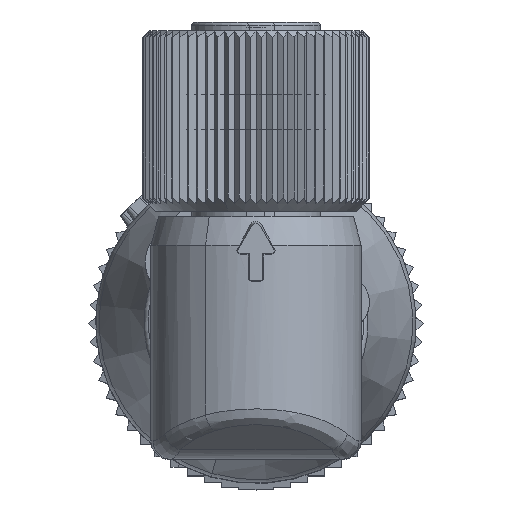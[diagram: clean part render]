
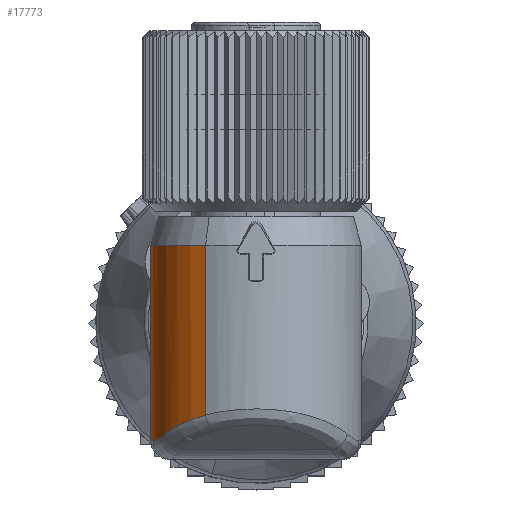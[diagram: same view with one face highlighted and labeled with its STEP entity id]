
A CAD part, top view. The second image highlights one B-rep face of the part: STEP entity #17773.
In plain terms, the highlighted cylindrical face has radius 4.6 mm (diameter 9.2 mm), a partial arc.
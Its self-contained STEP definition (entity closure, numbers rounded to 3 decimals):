
#17608=AXIS2_PLACEMENT_3D('Circle Axis2P3D',#17606,#17607,$) ;
#17647=AXIS2_PLACEMENT_3D('Cylinder Axis2P3D',#17644,#17645,#17646) ;
#17738=AXIS2_PLACEMENT_3D('Circle Axis2P3D',#17736,#17737,$) ;
#17606=CARTESIAN_POINT('Axis2P3D Location',(7.3,10.411,169.8)) ;
#17610=CARTESIAN_POINT('Vertex',(5.095,10.411,173.837)) ;
#17612=CARTESIAN_POINT('Vertex',(4.228,10.411,166.376)) ;
#17644=CARTESIAN_POINT('Axis2P3D Location',(7.3,6.361,169.8)) ;
#17649=CARTESIAN_POINT('Line Origine',(5.095,5.736,173.837)) ;
#17653=CARTESIAN_POINT('Vertex',(5.095,2.987,173.837)) ;
#17657=CARTESIAN_POINT('Control Point',(3.439,9.371,167.3)) ;
#17658=CARTESIAN_POINT('Control Point',(3.645,9.748,166.982)) ;
#17659=CARTESIAN_POINT('Control Point',(3.906,10.097,166.665)) ;
#17660=CARTESIAN_POINT('Control Point',(4.228,10.411,166.376)) ;
#17661=CARTESIAN_POINT('Vertex',(3.439,9.371,167.3)) ;
#17665=CARTESIAN_POINT('Control Point',(3.439,9.371,167.3)) ;
#17666=CARTESIAN_POINT('Control Point',(3.37,9.246,167.405)) ;
#17667=CARTESIAN_POINT('Control Point',(3.307,9.119,167.511)) ;
#17668=CARTESIAN_POINT('Control Point',(3.249,8.988,167.615)) ;
#17669=CARTESIAN_POINT('Control Point',(3.148,8.733,167.814)) ;
#17670=CARTESIAN_POINT('Control Point',(3.064,8.464,168.002)) ;
#17671=CARTESIAN_POINT('Control Point',(3.029,8.332,168.088)) ;
#17672=CARTESIAN_POINT('Control Point',(2.966,8.055,168.254)) ;
#17673=CARTESIAN_POINT('Control Point',(2.924,7.755,168.381)) ;
#17674=CARTESIAN_POINT('Control Point',(2.908,7.594,168.433)) ;
#17675=CARTESIAN_POINT('Control Point',(2.9,7.428,168.458)) ;
#17676=CARTESIAN_POINT('Control Point',(2.9,7.261,168.458)) ;
#17677=CARTESIAN_POINT('Vertex',(2.9,7.261,168.458)) ;
#17680=CARTESIAN_POINT('Line Origine',(2.9,5.736,168.458)) ;
#17684=CARTESIAN_POINT('Vertex',(2.9,4.421,168.458)) ;
#17688=CARTESIAN_POINT('Control Point',(5.79,2.102,165.455)) ;
#17689=CARTESIAN_POINT('Control Point',(5.48,2.095,165.563)) ;
#17690=CARTESIAN_POINT('Control Point',(5.189,2.124,165.695)) ;
#17691=CARTESIAN_POINT('Control Point',(4.923,2.179,165.845)) ;
#17692=CARTESIAN_POINT('Control Point',(4.494,2.309,166.134)) ;
#17693=CARTESIAN_POINT('Control Point',(4.137,2.485,166.451)) ;
#17694=CARTESIAN_POINT('Control Point',(3.992,2.569,166.595)) ;
#17695=CARTESIAN_POINT('Control Point',(3.717,2.756,166.898)) ;
#17696=CARTESIAN_POINT('Control Point',(3.491,2.965,167.21)) ;
#17697=CARTESIAN_POINT('Control Point',(3.386,3.079,167.372)) ;
#17698=CARTESIAN_POINT('Control Point',(3.247,3.256,167.614)) ;
#17699=CARTESIAN_POINT('Control Point',(3.132,3.455,167.852)) ;
#17700=CARTESIAN_POINT('Control Point',(3.097,3.522,167.928)) ;
#17701=CARTESIAN_POINT('Control Point',(3.045,3.634,168.049)) ;
#17702=CARTESIAN_POINT('Control Point',(3.,3.76,168.164)) ;
#17703=CARTESIAN_POINT('Control Point',(2.985,3.809,168.206)) ;
#17704=CARTESIAN_POINT('Control Point',(2.949,3.936,168.306)) ;
#17705=CARTESIAN_POINT('Control Point',(2.921,4.086,168.391)) ;
#17706=CARTESIAN_POINT('Control Point',(2.907,4.188,168.437)) ;
#17707=CARTESIAN_POINT('Control Point',(2.9,4.305,168.458)) ;
#17708=CARTESIAN_POINT('Control Point',(2.9,4.421,168.458)) ;
#17709=CARTESIAN_POINT('Vertex',(5.79,2.102,165.455)) ;
#17713=CARTESIAN_POINT('Control Point',(8.81,2.102,165.455)) ;
#17714=CARTESIAN_POINT('Control Point',(8.083,2.12,165.202)) ;
#17715=CARTESIAN_POINT('Control Point',(7.3,2.126,165.112)) ;
#17716=CARTESIAN_POINT('Control Point',(6.517,2.12,165.202)) ;
#17717=CARTESIAN_POINT('Control Point',(5.79,2.102,165.455)) ;
#17718=CARTESIAN_POINT('Vertex',(8.81,2.102,165.455)) ;
#17722=CARTESIAN_POINT('Control Point',(8.81,2.102,165.455)) ;
#17723=CARTESIAN_POINT('Control Point',(9.058,2.096,165.541)) ;
#17724=CARTESIAN_POINT('Control Point',(9.291,2.118,165.646)) ;
#17725=CARTESIAN_POINT('Control Point',(9.505,2.157,165.763)) ;
#17726=CARTESIAN_POINT('Vertex',(9.505,2.157,165.763)) ;
#17729=CARTESIAN_POINT('Line Origine',(9.505,5.736,165.763)) ;
#17733=CARTESIAN_POINT('Vertex',(9.505,1.861,165.763)) ;
#17736=CARTESIAN_POINT('Axis2P3D Location',(7.3,1.861,169.8)) ;
#17740=CARTESIAN_POINT('Vertex',(2.802,1.861,170.764)) ;
#17744=CARTESIAN_POINT('Control Point',(2.802,1.861,170.764)) ;
#17745=CARTESIAN_POINT('Control Point',(2.879,1.861,171.122)) ;
#17746=CARTESIAN_POINT('Control Point',(2.994,1.915,171.474)) ;
#17747=CARTESIAN_POINT('Control Point',(3.144,2.016,171.801)) ;
#17748=CARTESIAN_POINT('Control Point',(3.314,2.156,172.095)) ;
#17749=CARTESIAN_POINT('Vertex',(3.314,2.156,172.095)) ;
#17753=CARTESIAN_POINT('Control Point',(5.095,2.987,173.837)) ;
#17754=CARTESIAN_POINT('Control Point',(4.523,2.838,173.525)) ;
#17755=CARTESIAN_POINT('Control Point',(4.023,2.64,173.111)) ;
#17756=CARTESIAN_POINT('Control Point',(3.619,2.409,172.625)) ;
#17757=CARTESIAN_POINT('Control Point',(3.314,2.156,172.095)) ;
#17607=DIRECTION('Axis2P3D Direction',(0.,-1.,0.)) ;
#17645=DIRECTION('Axis2P3D Direction',(0.,-1.,0.)) ;
#17646=DIRECTION('Axis2P3D XDirection',(-0.479,0.,0.878)) ;
#17650=DIRECTION('Vector Direction',(0.,-1.,0.)) ;
#17681=DIRECTION('Vector Direction',(0.,-1.,0.)) ;
#17730=DIRECTION('Vector Direction',(0.,-1.,0.)) ;
#17737=DIRECTION('Axis2P3D Direction',(0.,-1.,0.)) ;
#17651=VECTOR('Line Direction',#17650,1.) ;
#17682=VECTOR('Line Direction',#17681,1.) ;
#17731=VECTOR('Line Direction',#17730,1.) ;
#17760=ORIENTED_EDGE('',*,*,#17655,.T.) ;
#17761=ORIENTED_EDGE('',*,*,#17614,.T.) ;
#17762=ORIENTED_EDGE('',*,*,#17663,.F.) ;
#17763=ORIENTED_EDGE('',*,*,#17679,.T.) ;
#17764=ORIENTED_EDGE('',*,*,#17686,.F.) ;
#17765=ORIENTED_EDGE('',*,*,#17711,.F.) ;
#17766=ORIENTED_EDGE('',*,*,#17720,.F.) ;
#17767=ORIENTED_EDGE('',*,*,#17728,.F.) ;
#17768=ORIENTED_EDGE('',*,*,#17735,.T.) ;
#17769=ORIENTED_EDGE('',*,*,#17742,.F.) ;
#17770=ORIENTED_EDGE('',*,*,#17751,.F.) ;
#17771=ORIENTED_EDGE('',*,*,#17758,.F.) ;
#17773=ADVANCED_FACE('Hauptk\X2\00F6\X0\rper',(#17772),#17648,.T.) ;
#17656=B_SPLINE_CURVE_WITH_KNOTS('',3,(#17657,#17658,#17659,#17660),.UNSPECIFIED.,.F.,.U.,(4,4),(0.,2.268),.UNSPECIFIED.) ;
#17664=B_SPLINE_CURVE_WITH_KNOTS('',5,(#17665,#17666,#17667,#17668,#17669,#17670,#17671,#17672,#17673,#17674,#17675,#17676),.UNSPECIFIED.,.F.,.U.,(6,3,3,6),(0.,1.251,2.393,3.568),.UNSPECIFIED.) ;
#17687=B_SPLINE_CURVE_WITH_KNOTS('',5,(#17688,#17689,#17690,#17691,#17692,#17693,#17694,#17695,#17696,#17697,#17698,#17699,#17700,#17701,#17702,#17703,#17704,#17705,#17706,#17707,#17708),.UNSPECIFIED.,.F.,.U.,(6,3,3,3,3,3,6),(0.,2.24,4.018,5.91,6.821,7.358,8.15),.UNSPECIFIED.) ;
#17712=B_SPLINE_CURVE_WITH_KNOTS('',4,(#17713,#17714,#17715,#17716,#17717),.UNSPECIFIED.,.F.,.U.,(5,5),(1.077,5.429),.UNSPECIFIED.) ;
#17721=B_SPLINE_CURVE_WITH_KNOTS('',3,(#17722,#17723,#17724,#17725),.UNSPECIFIED.,.F.,.U.,(4,4),(0.,1.077),.UNSPECIFIED.) ;
#17743=B_SPLINE_CURVE_WITH_KNOTS('',4,(#17744,#17745,#17746,#17747,#17748),.UNSPECIFIED.,.F.,.U.,(5,5),(11.156,13.352),.UNSPECIFIED.) ;
#17752=B_SPLINE_CURVE_WITH_KNOTS('',4,(#17753,#17754,#17755,#17756,#17757),.UNSPECIFIED.,.F.,.U.,(5,5),(0.,3.481),.UNSPECIFIED.) ;
#17609=CIRCLE('generated circle',#17608,4.6) ;
#17739=CIRCLE('generated circle',#17738,4.6) ;
#17648=CYLINDRICAL_SURFACE('generated cylinder',#17647,4.6) ;
#17614=EDGE_CURVE('',#17611,#17613,#17609,.T.) ;
#17655=EDGE_CURVE('',#17654,#17611,#17652,.F.) ;
#17663=EDGE_CURVE('',#17662,#17613,#17656,.T.) ;
#17679=EDGE_CURVE('',#17662,#17678,#17664,.T.) ;
#17686=EDGE_CURVE('',#17685,#17678,#17683,.F.) ;
#17711=EDGE_CURVE('',#17710,#17685,#17687,.T.) ;
#17720=EDGE_CURVE('',#17719,#17710,#17712,.T.) ;
#17728=EDGE_CURVE('',#17727,#17719,#17721,.F.) ;
#17735=EDGE_CURVE('',#17727,#17734,#17732,.T.) ;
#17742=EDGE_CURVE('',#17741,#17734,#17739,.T.) ;
#17751=EDGE_CURVE('',#17750,#17741,#17743,.F.) ;
#17758=EDGE_CURVE('',#17654,#17750,#17752,.T.) ;
#17759=EDGE_LOOP('',(#17760,#17761,#17762,#17763,#17764,#17765,#17766,#17767,#17768,#17769,#17770,#17771)) ;
#17772=FACE_OUTER_BOUND('',#17759,.T.) ;
#17652=LINE('Line',#17649,#17651) ;
#17683=LINE('Line',#17680,#17682) ;
#17732=LINE('Line',#17729,#17731) ;
#17611=VERTEX_POINT('',#17610) ;
#17613=VERTEX_POINT('',#17612) ;
#17654=VERTEX_POINT('',#17653) ;
#17662=VERTEX_POINT('',#17661) ;
#17678=VERTEX_POINT('',#17677) ;
#17685=VERTEX_POINT('',#17684) ;
#17710=VERTEX_POINT('',#17709) ;
#17719=VERTEX_POINT('',#17718) ;
#17727=VERTEX_POINT('',#17726) ;
#17734=VERTEX_POINT('',#17733) ;
#17741=VERTEX_POINT('',#17740) ;
#17750=VERTEX_POINT('',#17749) ;
